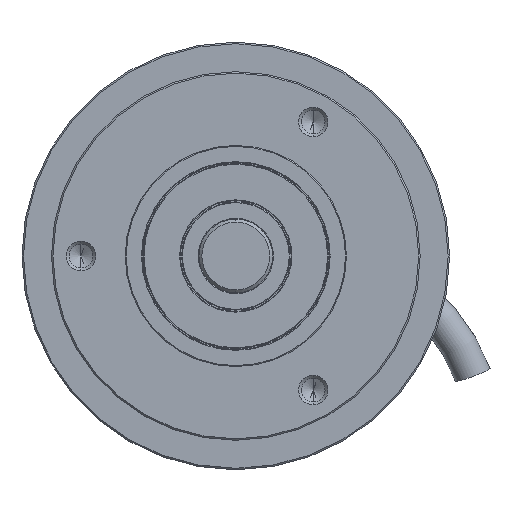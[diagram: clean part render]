
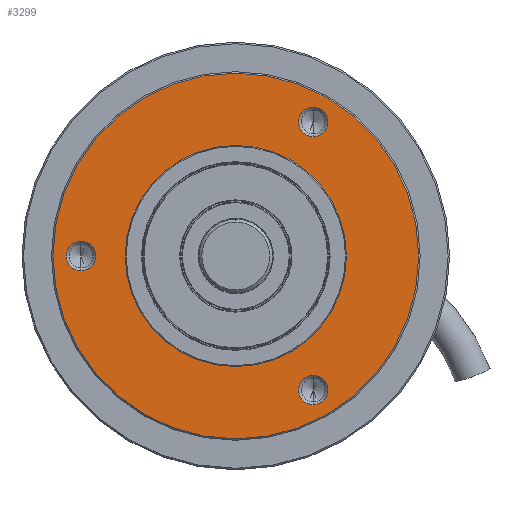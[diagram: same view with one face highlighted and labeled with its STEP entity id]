
A CAD part, front view. The second image highlights one B-rep face of the part: STEP entity #3299.
In plain terms, the highlighted planar face has unit normal (0, -1, 0).
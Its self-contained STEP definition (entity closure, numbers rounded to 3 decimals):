
#435 = CARTESIAN_POINT ( 'NONE',  ( 0., 0., -24.8 ) ) ;
#462 = DIRECTION ( 'NONE',  ( 0., 0., -1. ) ) ;
#463 = DIRECTION ( 'NONE',  ( 0., -1., 0. ) ) ;
#464 = AXIS2_PLACEMENT_3D ( 'NONE', #470, #463, #462 ) ;
#465 = CIRCLE ( 'NONE', #464, 24.8 ) ;
#470 = CARTESIAN_POINT ( 'NONE',  ( 0., 0., 0. ) ) ;
#524 = CARTESIAN_POINT ( 'NONE',  ( 0., 0., 24.8 ) ) ;
#803 = DIRECTION ( 'NONE',  ( 0., 0., -1. ) ) ;
#804 = DIRECTION ( 'NONE',  ( 0., -1., 0. ) ) ;
#805 = CARTESIAN_POINT ( 'NONE',  ( 0., 0., 0. ) ) ;
#806 = AXIS2_PLACEMENT_3D ( 'NONE', #805, #804, #803 ) ;
#807 = CIRCLE ( 'NONE', #806, 15. ) ;
#808 = CARTESIAN_POINT ( 'NONE',  ( 0., 0., 15. ) ) ;
#912 = CARTESIAN_POINT ( 'NONE',  ( 0., 0., -15. ) ) ;
#1536 = DIRECTION ( 'NONE',  ( 0., 0., -1. ) ) ;
#1537 = DIRECTION ( 'NONE',  ( 0., 1., 0. ) ) ;
#1538 = CARTESIAN_POINT ( 'NONE',  ( -21., 0., 0. ) ) ;
#1539 = AXIS2_PLACEMENT_3D ( 'NONE', #1538, #1537, #1536 ) ;
#1540 = CIRCLE ( 'NONE', #1539, 2. ) ;
#1563 = DIRECTION ( 'NONE',  ( 0., 0., -1. ) ) ;
#1564 = DIRECTION ( 'NONE',  ( 0., 1., 0. ) ) ;
#1565 = CARTESIAN_POINT ( 'NONE',  ( 10.5, 0., 18.187 ) ) ;
#1566 = AXIS2_PLACEMENT_3D ( 'NONE', #1565, #1564, #1563 ) ;
#1571 = CIRCLE ( 'NONE', #1566, 2. ) ;
#1612 = DIRECTION ( 'NONE',  ( 0., 0., -1. ) ) ;
#1613 = DIRECTION ( 'NONE',  ( 0., -1., 0. ) ) ;
#1614 = CARTESIAN_POINT ( 'NONE',  ( 0., 0., 0. ) ) ;
#1615 = AXIS2_PLACEMENT_3D ( 'NONE', #1614, #1613, #1612 ) ;
#1619 = CIRCLE ( 'NONE', #1615, 15. ) ;
#1640 = DIRECTION ( 'NONE',  ( 0., 0., -1. ) ) ;
#1641 = DIRECTION ( 'NONE',  ( 0., -1., 0. ) ) ;
#1642 = CARTESIAN_POINT ( 'NONE',  ( 25., 0., 0. ) ) ;
#1643 = AXIS2_PLACEMENT_3D ( 'NONE', #1642, #1641, #1640 ) ;
#1644 = PLANE ( 'NONE',  #1643 ) ;
#1645 = FACE_BOUND ( 'NONE', #3335, .T. ) ;
#1646 = FACE_OUTER_BOUND ( 'NONE', #3319, .T. ) ;
#1647 = FACE_BOUND ( 'NONE', #3332, .T. ) ;
#1648 = FACE_BOUND ( 'NONE', #3229, .T. ) ;
#1649 = FACE_BOUND ( 'NONE', #3225, .T. ) ;
#1663 = DIRECTION ( 'NONE',  ( 0., 0., -1. ) ) ;
#1664 = DIRECTION ( 'NONE',  ( 0., -1., 0. ) ) ;
#1665 = CARTESIAN_POINT ( 'NONE',  ( 0., 0., 0. ) ) ;
#1666 = AXIS2_PLACEMENT_3D ( 'NONE', #1665, #1664, #1663 ) ;
#1667 = CIRCLE ( 'NONE', #1666, 24.8 ) ;
#1712 = DIRECTION ( 'NONE',  ( 0., 0., -1. ) ) ;
#1713 = DIRECTION ( 'NONE',  ( 0., 1., 0. ) ) ;
#1714 = CARTESIAN_POINT ( 'NONE',  ( 10.5, 0., -18.187 ) ) ;
#1715 = AXIS2_PLACEMENT_3D ( 'NONE', #1714, #1713, #1712 ) ;
#1716 = CIRCLE ( 'NONE', #1715, 2. ) ;
#2237 = VERTEX_POINT ( 'NONE', #3799 ) ;
#2251 = EDGE_CURVE ( 'NONE', #2257, #2237, #3835, .T. ) ;
#2256 = VERTEX_POINT ( 'NONE', #3888 ) ;
#2257 = VERTEX_POINT ( 'NONE', #3887 ) ;
#2283 = VERTEX_POINT ( 'NONE', #3905 ) ;
#2284 = EDGE_CURVE ( 'NONE', #2283, #2285, #3904, .T. ) ;
#2285 = VERTEX_POINT ( 'NONE', #3899 ) ;
#2312 = VERTEX_POINT ( 'NONE', #3986 ) ;
#2315 = EDGE_CURVE ( 'NONE', #2312, #2256, #3985, .T. ) ;
#2661 = VERTEX_POINT ( 'NONE', #435 ) ;
#2678 = EDGE_CURVE ( 'NONE', #2661, #2679, #465, .T. ) ;
#2679 = VERTEX_POINT ( 'NONE', #524 ) ;
#2824 = VERTEX_POINT ( 'NONE', #808 ) ;
#2826 = EDGE_CURVE ( 'NONE', #2824, #2898, #807, .T. ) ;
#2898 = VERTEX_POINT ( 'NONE', #912 ) ;
#3225 = EDGE_LOOP ( 'NONE', ( #3226, #3227 ) ) ;
#3226 = ORIENTED_EDGE ( 'NONE', *, *, #2315, .T. ) ;
#3227 = ORIENTED_EDGE ( 'NONE', *, *, #3228, .T. ) ;
#3228 = EDGE_CURVE ( 'NONE', #2256, #2312, #1540, .T. ) ;
#3229 = EDGE_LOOP ( 'NONE', ( #3324, #3333 ) ) ;
#3265 = ORIENTED_EDGE ( 'NONE', *, *, #2251, .T. ) ;
#3270 = ORIENTED_EDGE ( 'NONE', *, *, #3271, .T. ) ;
#3271 = EDGE_CURVE ( 'NONE', #2237, #2257, #1571, .T. ) ;
#3283 = EDGE_CURVE ( 'NONE', #2898, #2824, #1619, .T. ) ;
#3299 = ADVANCED_FACE ( 'NONE', ( #1649, #1648, #1647, #1646, #1645 ), #1644, .T. ) ;
#3319 = EDGE_LOOP ( 'NONE', ( #3323, #3322 ) ) ;
#3321 = EDGE_CURVE ( 'NONE', #2679, #2661, #1667, .T. ) ;
#3322 = ORIENTED_EDGE ( 'NONE', *, *, #2678, .T. ) ;
#3323 = ORIENTED_EDGE ( 'NONE', *, *, #3321, .T. ) ;
#3324 = ORIENTED_EDGE ( 'NONE', *, *, #2284, .T. ) ;
#3330 = ORIENTED_EDGE ( 'NONE', *, *, #2826, .F. ) ;
#3331 = EDGE_CURVE ( 'NONE', #2285, #2283, #1716, .T. ) ;
#3332 = EDGE_LOOP ( 'NONE', ( #3265, #3270 ) ) ;
#3333 = ORIENTED_EDGE ( 'NONE', *, *, #3331, .T. ) ;
#3334 = ORIENTED_EDGE ( 'NONE', *, *, #3283, .F. ) ;
#3335 = EDGE_LOOP ( 'NONE', ( #3334, #3330 ) ) ;
#3799 = CARTESIAN_POINT ( 'NONE',  ( 10.5, 0., 20.187 ) ) ;
#3832 = DIRECTION ( 'NONE',  ( 0., 0., -1. ) ) ;
#3833 = DIRECTION ( 'NONE',  ( 0., 1., 0. ) ) ;
#3834 = AXIS2_PLACEMENT_3D ( 'NONE', #3841, #3833, #3832 ) ;
#3835 = CIRCLE ( 'NONE', #3834, 2. ) ;
#3841 = CARTESIAN_POINT ( 'NONE',  ( 10.5, 0., 18.187 ) ) ;
#3887 = CARTESIAN_POINT ( 'NONE',  ( 10.5, 0., 16.187 ) ) ;
#3888 = CARTESIAN_POINT ( 'NONE',  ( -21., 0., 2. ) ) ;
#3899 = CARTESIAN_POINT ( 'NONE',  ( 10.5, 0., -16.187 ) ) ;
#3900 = DIRECTION ( 'NONE',  ( 0., 0., -1. ) ) ;
#3901 = DIRECTION ( 'NONE',  ( 0., 1., 0. ) ) ;
#3902 = CARTESIAN_POINT ( 'NONE',  ( 10.5, 0., -18.187 ) ) ;
#3903 = AXIS2_PLACEMENT_3D ( 'NONE', #3902, #3901, #3900 ) ;
#3904 = CIRCLE ( 'NONE', #3903, 2. ) ;
#3905 = CARTESIAN_POINT ( 'NONE',  ( 10.5, 0., -20.187 ) ) ;
#3981 = DIRECTION ( 'NONE',  ( 0., 0., -1. ) ) ;
#3982 = DIRECTION ( 'NONE',  ( 0., 1., 0. ) ) ;
#3983 = CARTESIAN_POINT ( 'NONE',  ( -21., 0., 0. ) ) ;
#3984 = AXIS2_PLACEMENT_3D ( 'NONE', #3983, #3982, #3981 ) ;
#3985 = CIRCLE ( 'NONE', #3984, 2. ) ;
#3986 = CARTESIAN_POINT ( 'NONE',  ( -21., 0., -2. ) ) ;
